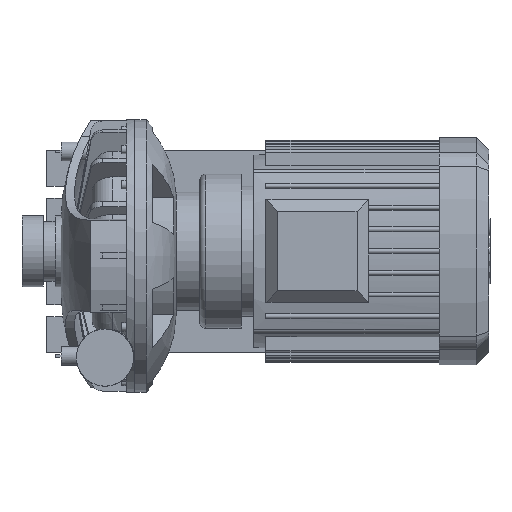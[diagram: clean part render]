
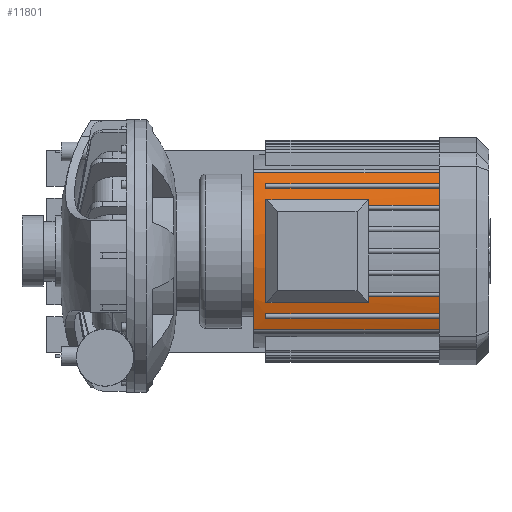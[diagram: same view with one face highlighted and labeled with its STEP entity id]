
A CAD part, top view. The second image highlights one B-rep face of the part: STEP entity #11801.
In plain terms, the highlighted cylindrical face has radius 183.745 mm (diameter 367.49 mm), a partial arc.
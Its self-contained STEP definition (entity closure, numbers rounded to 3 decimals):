
#876=CIRCLE($,#12597,183.745);
#886=CIRCLE($,#12607,183.745);
#912=CIRCLE($,#12676,183.745);
#915=CIRCLE($,#12683,183.745);
#924=CIRCLE($,#12702,183.745);
#967=CIRCLE($,#12775,183.745);
#968=CIRCLE($,#12776,183.745);
#969=CIRCLE($,#12777,183.745);
#970=CIRCLE($,#12778,183.745);
#1001=CIRCLE($,#12824,183.745);
#1535=FACE_OUTER_BOUND($,#2265,.T.);
#2265=EDGE_LOOP($,(#10242,#10243,#10244,#10245,#10246,#10247,#10248,#10249,
#10250,#10251,#10252,#10253,#10254,#10255,#10256,#10257,#10258,#10259,#10260,
#10261));
#3074=LINE($,#19824,#4253);
#3090=LINE($,#19878,#4269);
#3096=LINE($,#19889,#4275);
#3169=LINE($,#20092,#4348);
#3174=LINE($,#20107,#4353);
#3178=LINE($,#20116,#4357);
#3182=LINE($,#20130,#4361);
#3212=LINE($,#20221,#4391);
#3301=LINE($,#20545,#4480);
#3302=LINE($,#20547,#4481);
#4253=VECTOR($,#14814,86.85);
#4269=VECTOR($,#14856,86.85);
#4275=VECTOR($,#14866,59.45);
#4348=VECTOR($,#15061,59.45);
#4353=VECTOR($,#15078,146.3);
#4357=VECTOR($,#15084,146.3);
#4361=VECTOR($,#15100,146.3);
#4391=VECTOR($,#15188,146.3);
#4480=VECTOR($,#15531,156.75);
#4481=VECTOR($,#15534,156.75);
#5545=VERTEX_POINT($,#19822);
#5546=VERTEX_POINT($,#19823);
#5549=VERTEX_POINT($,#19831);
#5568=VERTEX_POINT($,#19869);
#5569=VERTEX_POINT($,#19871);
#5571=VERTEX_POINT($,#19877);
#5574=VERTEX_POINT($,#19887);
#5643=VERTEX_POINT($,#20091);
#5646=VERTEX_POINT($,#20105);
#5647=VERTEX_POINT($,#20106);
#5650=VERTEX_POINT($,#20114);
#5651=VERTEX_POINT($,#20115);
#5654=VERTEX_POINT($,#20128);
#5655=VERTEX_POINT($,#20129);
#5679=VERTEX_POINT($,#20192);
#5687=VERTEX_POINT($,#20220);
#5732=VERTEX_POINT($,#20365);
#5733=VERTEX_POINT($,#20370);
#5782=VERTEX_POINT($,#20500);
#5783=VERTEX_POINT($,#20502);
#6975=EDGE_CURVE($,#5545,#5546,#3074,.T.);
#6979=EDGE_CURVE($,#5549,#5545,#876,.T.);
#6999=EDGE_CURVE($,#5569,#5568,#886,.T.);
#7002=EDGE_CURVE($,#5571,#5569,#3090,.T.);
#7008=EDGE_CURVE($,#5568,#5574,#3096,.T.);
#7105=EDGE_CURVE($,#5643,#5549,#3169,.T.);
#7111=EDGE_CURVE($,#5546,#5571,#912,.T.);
#7112=EDGE_CURVE($,#5646,#5647,#3174,.T.);
#7116=EDGE_CURVE($,#5650,#5651,#3178,.T.);
#7122=EDGE_CURVE($,#5647,#5650,#915,.T.);
#7123=EDGE_CURVE($,#5654,#5655,#3182,.T.);
#7153=EDGE_CURVE($,#5655,#5679,#924,.T.);
#7167=EDGE_CURVE($,#5679,#5687,#3212,.T.);
#7244=EDGE_CURVE($,#5732,#5687,#967,.T.);
#7245=EDGE_CURVE($,#5654,#5574,#968,.T.);
#7246=EDGE_CURVE($,#5643,#5651,#969,.T.);
#7247=EDGE_CURVE($,#5646,#5733,#970,.T.);
#7314=EDGE_CURVE($,#5783,#5782,#1001,.T.);
#7338=EDGE_CURVE($,#5732,#5783,#3301,.T.);
#7339=EDGE_CURVE($,#5733,#5782,#3302,.T.);
#10242=ORIENTED_EDGE($,*,*,#7111,.T.);
#10243=ORIENTED_EDGE($,*,*,#7002,.T.);
#10244=ORIENTED_EDGE($,*,*,#6999,.T.);
#10245=ORIENTED_EDGE($,*,*,#7008,.T.);
#10246=ORIENTED_EDGE($,*,*,#7245,.F.);
#10247=ORIENTED_EDGE($,*,*,#7123,.T.);
#10248=ORIENTED_EDGE($,*,*,#7153,.T.);
#10249=ORIENTED_EDGE($,*,*,#7167,.T.);
#10250=ORIENTED_EDGE($,*,*,#7244,.F.);
#10251=ORIENTED_EDGE($,*,*,#7338,.T.);
#10252=ORIENTED_EDGE($,*,*,#7314,.T.);
#10253=ORIENTED_EDGE($,*,*,#7339,.F.);
#10254=ORIENTED_EDGE($,*,*,#7247,.F.);
#10255=ORIENTED_EDGE($,*,*,#7112,.T.);
#10256=ORIENTED_EDGE($,*,*,#7122,.T.);
#10257=ORIENTED_EDGE($,*,*,#7116,.T.);
#10258=ORIENTED_EDGE($,*,*,#7246,.F.);
#10259=ORIENTED_EDGE($,*,*,#7105,.T.);
#10260=ORIENTED_EDGE($,*,*,#6979,.T.);
#10261=ORIENTED_EDGE($,*,*,#6975,.T.);
#11306=CYLINDRICAL_SURFACE($,#12841,183.745);
#11801=ADVANCED_FACE($,(#1535),#11306,.T.);
#12597=AXIS2_PLACEMENT_3D($,#19832,#14820,#14821);
#12607=AXIS2_PLACEMENT_3D($,#19872,#14850,#14851);
#12676=AXIS2_PLACEMENT_3D($,#20103,#15074,#15075);
#12683=AXIS2_PLACEMENT_3D($,#20126,#15096,#15097);
#12702=AXIS2_PLACEMENT_3D($,#20193,#15156,#15157);
#12775=AXIS2_PLACEMENT_3D($,#20367,#15350,#15351);
#12776=AXIS2_PLACEMENT_3D($,#20368,#15352,#15353);
#12777=AXIS2_PLACEMENT_3D($,#20369,#15354,#15355);
#12778=AXIS2_PLACEMENT_3D($,#20371,#15356,#15357);
#12824=AXIS2_PLACEMENT_3D($,#20503,#15484,#15485);
#12841=AXIS2_PLACEMENT_3D($,#20546,#15532,#15533);
#14814=DIRECTION($,(-1.,0.,0.));
#14820=DIRECTION('center_axis',(1.,0.,0.));
#14821=DIRECTION('ref_axis',(0.,-0.361,0.933));
#14850=DIRECTION('center_axis',(1.,0.,0.));
#14851=DIRECTION('ref_axis',(0.,-0.361,0.933));
#14856=DIRECTION($,(1.,0.,0.));
#14866=DIRECTION($,(1.,0.,0.));
#15061=DIRECTION($,(-1.,0.,0.));
#15074=DIRECTION('center_axis',(-1.,0.,0.));
#15075=DIRECTION('ref_axis',(0.,-0.361,0.933));
#15078=DIRECTION($,(-1.,0.,0.));
#15084=DIRECTION($,(1.,0.,0.));
#15096=DIRECTION('center_axis',(-1.,0.,0.));
#15097=DIRECTION('ref_axis',(0.,-0.361,0.933));
#15100=DIRECTION($,(-1.,0.,0.));
#15156=DIRECTION('center_axis',(-1.,0.,0.));
#15157=DIRECTION('ref_axis',(0.,-0.361,0.933));
#15188=DIRECTION($,(1.,0.,0.));
#15350=DIRECTION('center_axis',(1.,0.,0.));
#15351=DIRECTION('ref_axis',(0.,-0.361,0.933));
#15352=DIRECTION('center_axis',(1.,0.,0.));
#15353=DIRECTION('ref_axis',(0.,-0.361,0.933));
#15354=DIRECTION('center_axis',(1.,0.,0.));
#15355=DIRECTION('ref_axis',(0.,-0.361,0.933));
#15356=DIRECTION('center_axis',(1.,0.,0.));
#15357=DIRECTION('ref_axis',(0.,-0.361,0.933));
#15484=DIRECTION('center_axis',(1.,0.,0.));
#15485=DIRECTION('ref_axis',(0.,-0.361,0.933));
#15531=DIRECTION($,(-1.,0.,0.));
#15532=DIRECTION('center_axis',(-1.,0.,0.));
#15533=DIRECTION('ref_axis',(0.,-0.361,0.933));
#15534=DIRECTION($,(-1.,0.,0.));
#19822=CARTESIAN_POINT('',(222.75,-43.425,206.295));
#19823=CARTESIAN_POINT('',(135.9,-43.425,206.295));
#19824=CARTESIAN_POINT($,(282.2,-43.425,206.295));
#19831=CARTESIAN_POINT('',(222.75,-38.67,207.385));
#19832=CARTESIAN_POINT('Origin',(222.75,0.,27.755));
#19869=CARTESIAN_POINT('',(222.75,38.67,207.385));
#19871=CARTESIAN_POINT('',(222.75,43.425,206.295));
#19872=CARTESIAN_POINT('Origin',(222.75,0.,27.755));
#19877=CARTESIAN_POINT('',(135.9,43.425,206.295));
#19878=CARTESIAN_POINT($,(282.2,43.425,206.295));
#19887=CARTESIAN_POINT('',(282.2,38.67,207.385));
#19889=CARTESIAN_POINT($,(282.2,38.67,207.385));
#20091=CARTESIAN_POINT('',(282.2,-38.67,207.385));
#20092=CARTESIAN_POINT($,(282.2,-38.67,207.385));
#20103=CARTESIAN_POINT('Origin',(135.9,0.,27.755));
#20105=CARTESIAN_POINT('',(282.2,-57.005,202.434));
#20106=CARTESIAN_POINT('',(135.9,-57.005,202.434));
#20107=CARTESIAN_POINT($,(282.2,-57.005,202.434));
#20114=CARTESIAN_POINT('',(135.9,-53.005,203.689));
#20115=CARTESIAN_POINT('',(282.2,-53.005,203.689));
#20116=CARTESIAN_POINT($,(282.2,-53.005,203.689));
#20126=CARTESIAN_POINT('Origin',(135.9,0.,27.755));
#20128=CARTESIAN_POINT('',(282.2,53.005,203.689));
#20129=CARTESIAN_POINT('',(135.9,53.005,203.689));
#20130=CARTESIAN_POINT($,(282.2,53.005,203.689));
#20192=CARTESIAN_POINT('',(135.9,57.005,202.434));
#20193=CARTESIAN_POINT('Origin',(135.9,0.,27.755));
#20220=CARTESIAN_POINT('',(282.2,57.005,202.434));
#20221=CARTESIAN_POINT($,(282.2,57.005,202.434));
#20365=CARTESIAN_POINT('',(282.2,66.272,199.132));
#20367=CARTESIAN_POINT('Origin',(282.2,0.,27.755));
#20368=CARTESIAN_POINT('Origin',(282.2,0.,27.755));
#20369=CARTESIAN_POINT('Origin',(282.2,0.,27.755));
#20370=CARTESIAN_POINT('',(282.2,-66.272,199.132));
#20371=CARTESIAN_POINT('Origin',(282.2,0.,27.755));
#20500=CARTESIAN_POINT('',(125.45,-66.272,199.132));
#20502=CARTESIAN_POINT('',(125.45,66.272,199.132));
#20503=CARTESIAN_POINT('Origin',(125.45,0.,27.755));
#20545=CARTESIAN_POINT($,(282.2,66.272,199.132));
#20546=CARTESIAN_POINT('Origin',(282.2,0.,27.755));
#20547=CARTESIAN_POINT($,(282.2,-66.272,199.132));
